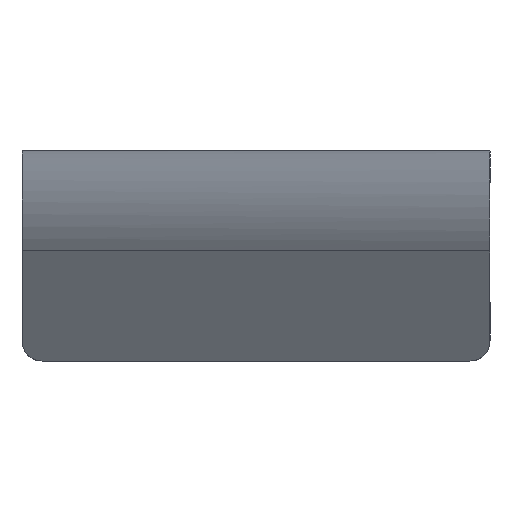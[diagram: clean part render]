
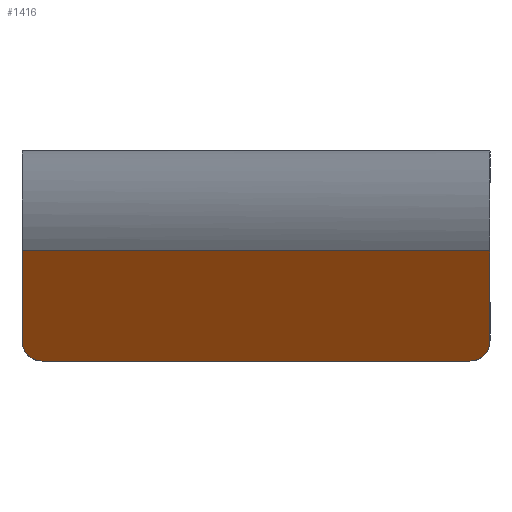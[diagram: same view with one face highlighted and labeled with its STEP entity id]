
A CAD part, left-side view. The second image highlights one B-rep face of the part: STEP entity #1416.
In plain terms, the highlighted planar face has unit normal (-0.707, 0.707, 0).
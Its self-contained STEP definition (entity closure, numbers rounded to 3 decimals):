
#17 = PLANE ( 'NONE',  #2896 ) ;
#170 = CARTESIAN_POINT ( 'NONE',  ( -538.71, 10.95, 2. ) ) ;
#177 =( BOUNDED_CURVE ( )  B_SPLINE_CURVE ( 3, ( #1808, #6593, #11410, #5408 ),
 .UNSPECIFIED., .F., .T. ) 
 B_SPLINE_CURVE_WITH_KNOTS ( ( 4, 4 ),
 ( 3.142, 4.712 ),
 .UNSPECIFIED. ) 
 CURVE ( )  GEOMETRIC_REPRESENTATION_ITEM ( )  RATIONAL_B_SPLINE_CURVE ( ( 1., 0.805, 0.805, 1. ) ) 
 REPRESENTATION_ITEM ( '' )  );
#504 = VECTOR ( 'NONE', #9870, 1000. ) ;
#938 = VERTEX_POINT ( 'NONE', #10122 ) ;
#1416 = ADVANCED_FACE ( 'NONE', ( #9910 ), #17, .F. ) ;
#1625 = CARTESIAN_POINT ( 'NONE',  ( -538.71, 10.95, 0. ) ) ;
#1808 = CARTESIAN_POINT ( 'NONE',  ( -491.91, 57.75, 2. ) ) ;
#2451 = CARTESIAN_POINT ( 'NONE',  ( -538.71, 10.95, 0.828 ) ) ;
#2492 = LINE ( 'NONE', #7284, #12458 ) ;
#2896 = AXIS2_PLACEMENT_3D ( 'NONE', #4802, #14430, #7475 ) ;
#3113 = DIRECTION ( 'NONE',  ( -0.707, -0.707, 0. ) ) ;
#3552 = ORIENTED_EDGE ( 'NONE', *, *, #3928, .T. ) ;
#3923 = DIRECTION ( 'NONE',  ( 0., 0., 1. ) ) ;
#3928 = EDGE_CURVE ( 'NONE', #938, #14738, #12643, .T. ) ;
#4791 = CARTESIAN_POINT ( 'NONE',  ( -538.71, 10.95, 2. ) ) ;
#4802 = CARTESIAN_POINT ( 'NONE',  ( -533.588, 16.071, -5.612 ) ) ;
#4949 = CARTESIAN_POINT ( 'NONE',  ( -536.71, 12.95, 0. ) ) ;
#5408 = CARTESIAN_POINT ( 'NONE',  ( -493.91, 55.75, 0. ) ) ;
#6593 = CARTESIAN_POINT ( 'NONE',  ( -491.91, 57.75, 0.828 ) ) ;
#6655 = VERTEX_POINT ( 'NONE', #6975 ) ;
#6948 = VERTEX_POINT ( 'NONE', #9293 ) ;
#6975 = CARTESIAN_POINT ( 'NONE',  ( -491.91, 57.75, 2. ) ) ;
#7206 = DIRECTION ( 'NONE',  ( 0., 0., 1. ) ) ;
#7284 = CARTESIAN_POINT ( 'NONE',  ( -538.71, 10.95, -5.612 ) ) ;
#7301 = ORIENTED_EDGE ( 'NONE', *, *, #12201, .T. ) ;
#7475 = DIRECTION ( 'NONE',  ( 0.707, 0.707, 0. ) ) ;
#8176 = EDGE_LOOP ( 'NONE', ( #14188, #15195, #3552, #7301, #12911, #8882 ) ) ;
#8191 = VECTOR ( 'NONE', #3113, 1000. ) ;
#8577 = CARTESIAN_POINT ( 'NONE',  ( -537.881, 11.778, 0. ) ) ;
#8610 = LINE ( 'NONE', #10902, #504 ) ;
#8882 = ORIENTED_EDGE ( 'NONE', *, *, #9262, .T. ) ;
#9262 = EDGE_CURVE ( 'NONE', #10965, #6948, #8610, .T. ) ;
#9293 = CARTESIAN_POINT ( 'NONE',  ( -491.91, 57.75, 11. ) ) ;
#9444 = CARTESIAN_POINT ( 'NONE',  ( -538.71, 10.95, 11. ) ) ;
#9870 = DIRECTION ( 'NONE',  ( 0.707, 0.707, 0. ) ) ;
#9910 = FACE_OUTER_BOUND ( 'NONE', #8176, .T. ) ;
#10122 = CARTESIAN_POINT ( 'NONE',  ( -493.91, 55.75, 0. ) ) ;
#10140 = VECTOR ( 'NONE', #3923, 1000. ) ;
#10320 =( BOUNDED_CURVE ( )  B_SPLINE_CURVE ( 3, ( #4949, #8577, #2451, #170 ),
 .UNSPECIFIED., .F., .T. ) 
 B_SPLINE_CURVE_WITH_KNOTS ( ( 4, 4 ),
 ( 1.571, 3.142 ),
 .UNSPECIFIED. ) 
 CURVE ( )  GEOMETRIC_REPRESENTATION_ITEM ( )  RATIONAL_B_SPLINE_CURVE ( ( 1., 0.805, 0.805, 1. ) ) 
 REPRESENTATION_ITEM ( '' )  );
#10902 = CARTESIAN_POINT ( 'NONE',  ( -533.588, 16.071, 11. ) ) ;
#10965 = VERTEX_POINT ( 'NONE', #9444 ) ;
#10975 = CARTESIAN_POINT ( 'NONE',  ( -536.71, 12.95, 0. ) ) ;
#11325 = EDGE_CURVE ( 'NONE', #6655, #938, #177, .T. ) ;
#11410 = CARTESIAN_POINT ( 'NONE',  ( -492.738, 56.922, 0. ) ) ;
#12201 = EDGE_CURVE ( 'NONE', #14738, #12284, #10320, .T. ) ;
#12284 = VERTEX_POINT ( 'NONE', #4791 ) ;
#12458 = VECTOR ( 'NONE', #7206, 1000. ) ;
#12643 = LINE ( 'NONE', #1625, #8191 ) ;
#12911 = ORIENTED_EDGE ( 'NONE', *, *, #14195, .T. ) ;
#14188 = ORIENTED_EDGE ( 'NONE', *, *, #15086, .F. ) ;
#14195 = EDGE_CURVE ( 'NONE', #12284, #10965, #2492, .T. ) ;
#14430 = DIRECTION ( 'NONE',  ( 0.707, -0.707, 0. ) ) ;
#14723 = CARTESIAN_POINT ( 'NONE',  ( -491.91, 57.75, -5.612 ) ) ;
#14738 = VERTEX_POINT ( 'NONE', #10975 ) ;
#14796 = LINE ( 'NONE', #14723, #10140 ) ;
#15086 = EDGE_CURVE ( 'NONE', #6655, #6948, #14796, .T. ) ;
#15195 = ORIENTED_EDGE ( 'NONE', *, *, #11325, .T. ) ;
